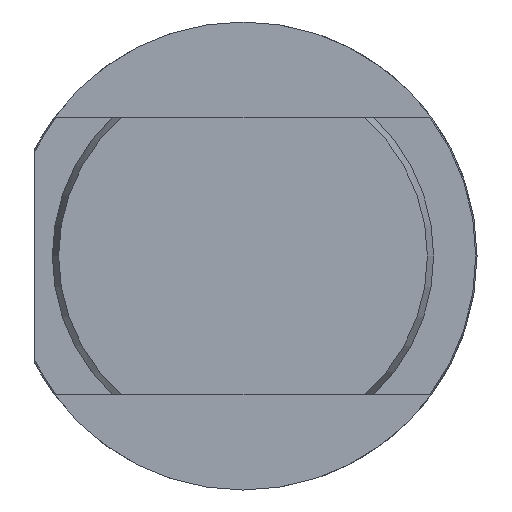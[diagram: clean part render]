
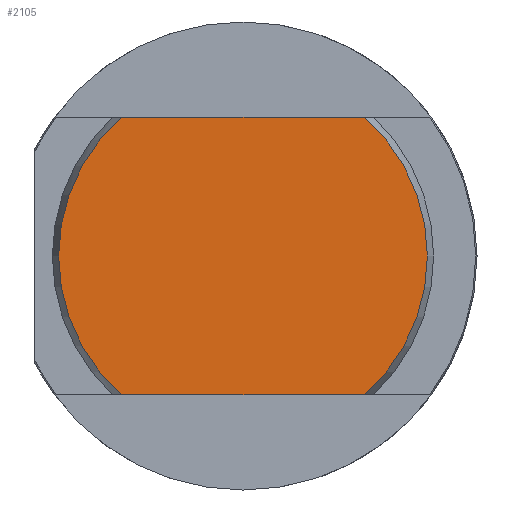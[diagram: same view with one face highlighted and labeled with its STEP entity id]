
A CAD part, left-side view. The second image highlights one B-rep face of the part: STEP entity #2105.
In plain terms, the highlighted planar face has unit normal (-1, 0, 0).
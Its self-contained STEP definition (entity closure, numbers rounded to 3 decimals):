
#116 = EDGE_LOOP ( 'NONE', ( #956, #963, #980, #1087 ) ) ;
#349 = EDGE_CURVE ( 'NONE', #2479, #2459, #1629, .T. ) ;
#350 = EDGE_CURVE ( 'NONE', #2479, #2465, #1640, .T. ) ;
#351 = EDGE_CURVE ( 'NONE', #2477, #2465, #1639, .T. ) ;
#436 = EDGE_CURVE ( 'NONE', #2477, #2459, #1752, .T. ) ;
#542 = AXIS2_PLACEMENT_3D ( 'NONE', #3071, #3074, #3075 ) ;
#583 = AXIS2_PLACEMENT_3D ( 'NONE', #3275, #3304, #3305 ) ;
#614 = AXIS2_PLACEMENT_3D ( 'NONE', #3430, #3433, #3434 ) ;
#956 = ORIENTED_EDGE ( 'NONE', *, *, #350, .T. ) ;
#963 = ORIENTED_EDGE ( 'NONE', *, *, #351, .F. ) ;
#980 = ORIENTED_EDGE ( 'NONE', *, *, #436, .T. ) ;
#1087 = ORIENTED_EDGE ( 'NONE', *, *, #349, .F. ) ;
#1629 = LINE ( 'NONE', #3064, #1638 ) ;
#1633 = VECTOR ( 'NONE', #3077, 1000. ) ;
#1638 = VECTOR ( 'NONE', #3072, 1000. ) ;
#1639 = LINE ( 'NONE', #3068, #1633 ) ;
#1640 = CIRCLE ( 'NONE', #542, 10.636 ) ;
#1752 = CIRCLE ( 'NONE', #583, 10.636 ) ;
#1803 = FACE_OUTER_BOUND ( 'NONE', #116, .T. ) ;
#2105 = ADVANCED_FACE ( 'NONE', ( #1803 ), #3431, .F. ) ;
#2459 = VERTEX_POINT ( 'NONE', #3825 ) ;
#2465 = VERTEX_POINT ( 'NONE', #3831 ) ;
#2477 = VERTEX_POINT ( 'NONE', #3843 ) ;
#2479 = VERTEX_POINT ( 'NONE', #3845 ) ;
#3064 = CARTESIAN_POINT ( 'NONE',  ( 0., 12.75, 8. ) ) ;
#3068 = CARTESIAN_POINT ( 'NONE',  ( 0., 12.75, -8. ) ) ;
#3071 = CARTESIAN_POINT ( 'NONE',  ( 0., 0., 0. ) ) ;
#3072 = DIRECTION ( 'NONE',  ( 0., -1., 0. ) ) ;
#3074 = DIRECTION ( 'NONE',  ( -1., 0., 0. ) ) ;
#3075 = DIRECTION ( 'NONE',  ( 0., 0., -1. ) ) ;
#3077 = DIRECTION ( 'NONE',  ( 0., 1., 0. ) ) ;
#3275 = CARTESIAN_POINT ( 'NONE',  ( 0., 0., 0. ) ) ;
#3304 = DIRECTION ( 'NONE',  ( -1., 0., 0. ) ) ;
#3305 = DIRECTION ( 'NONE',  ( 0., 0., -1. ) ) ;
#3430 = CARTESIAN_POINT ( 'NONE',  ( 0., 0., 0. ) ) ;
#3431 = PLANE ( 'NONE',  #614 ) ;
#3433 = DIRECTION ( 'NONE',  ( 1., 0., 0. ) ) ;
#3434 = DIRECTION ( 'NONE',  ( 0., 0., -1. ) ) ;
#3825 = CARTESIAN_POINT ( 'NONE',  ( 0., -7.009, 8. ) ) ;
#3831 = CARTESIAN_POINT ( 'NONE',  ( 0., 7.009, -8. ) ) ;
#3843 = CARTESIAN_POINT ( 'NONE',  ( 0., -7.009, -8. ) ) ;
#3845 = CARTESIAN_POINT ( 'NONE',  ( 0., 7.009, 8. ) ) ;
